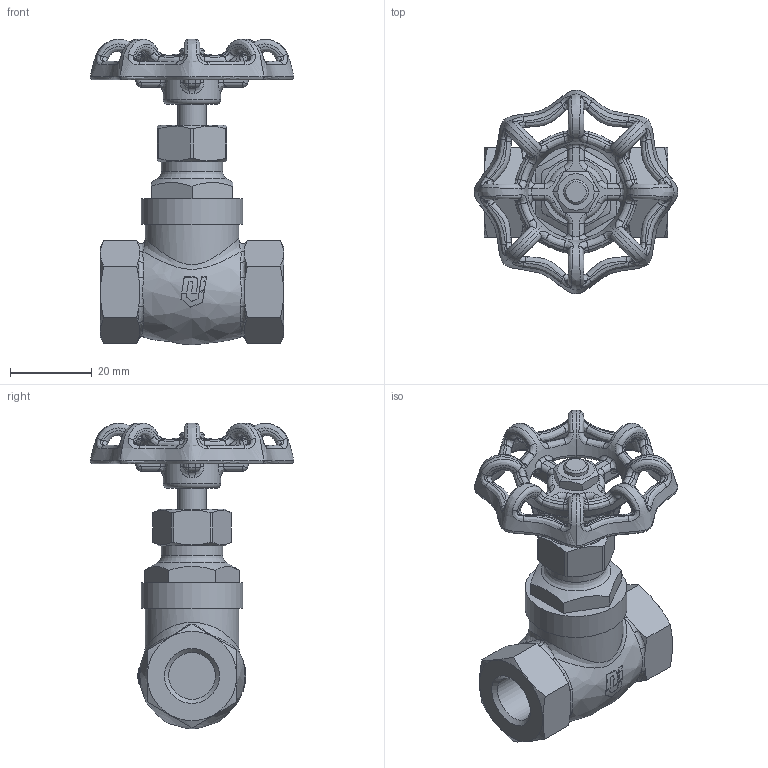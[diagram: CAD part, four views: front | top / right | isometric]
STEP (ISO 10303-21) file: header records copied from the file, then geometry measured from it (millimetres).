
FILE_DESCRIPTION(('HOOPS Exchange Step'),'2;1');
FILE_NAME('AV10_DN8.stp','2026-01-29T15:36:47+01:00',('nieru'),('Unknown organisation'),'HOOPS Exchange 2024.2','HOOPS Exchange','Unknown authorisation');
FILE_SCHEMA( ('AP203_CONFIGURATION_CONTROLLED_3D_DESIGN_OF_MECHANICAL_PARTS_AND_ASSEMBLIES_MIM_LF') );
Length unit declared in the file: millimetre
Products named in the file (2): 0; root
Assembly tree (1 placements, depth 2):
  root
    0
Bounding box: 49.94 x 49.94 x 75.02 mm (x, y, z)
Volume: 34851.5 mm3; surface area: 12633.7 mm2
Topology: 2 solids, 2 shells, 599 faces, 1547 edges, 954 vertices
Faces by surface type: bspline 362, plane 99, cylinder 73, cone 29, torus 22, sphere 8, offset 6
Full cylindrical faces by diameter (mm): 6 x2, 7 x1, 11.445 x2, 14.11 x1, 15 x1, 23 x1, 25 x1
Entity records: 99937 total; most frequent: CARTESIAN_POINT 88082, ORIENTED_EDGE 3076, EDGE_CURVE 1538, DIRECTION 1414, VERTEX_POINT 954, B_SPLINE_CURVE_WITH_KNOTS 936, EDGE_LOOP 634, FACE_BOUND 634
